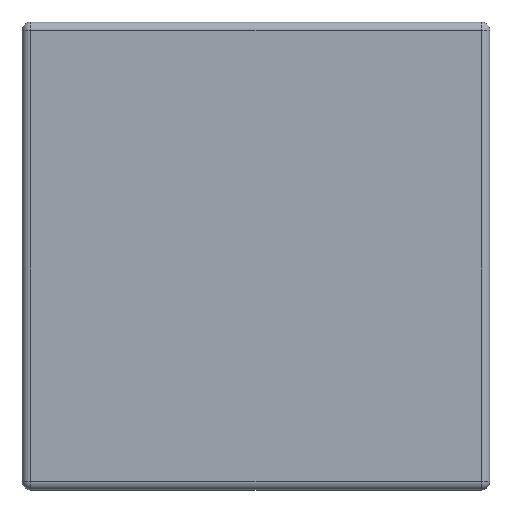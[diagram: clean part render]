
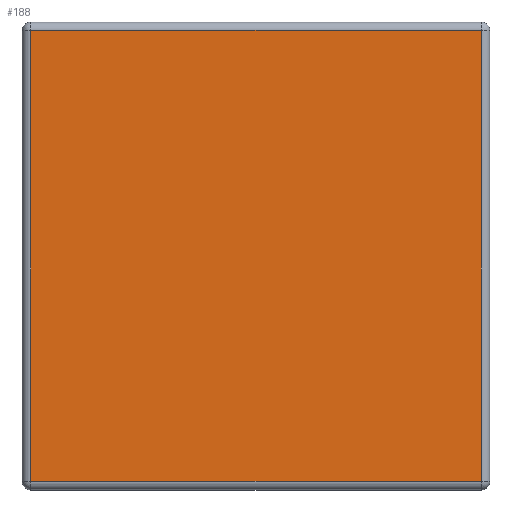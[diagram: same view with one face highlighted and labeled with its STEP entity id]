
A CAD part, top view. The second image highlights one B-rep face of the part: STEP entity #188.
In plain terms, the highlighted planar face has unit normal (0, 0, 1).
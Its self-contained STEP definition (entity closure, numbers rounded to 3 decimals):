
#188 = ADVANCED_FACE( '', ( #423 ), #424, .T. );
#423 = FACE_OUTER_BOUND( '', #696, .T. );
#424 = PLANE( '', #697 );
#696 = EDGE_LOOP( '', ( #1186, #1187, #1188, #1189 ) );
#697 = AXIS2_PLACEMENT_3D( '', #1190, #1191, #1192 );
#1186 = ORIENTED_EDGE( '', *, *, #1684, .T. );
#1187 = ORIENTED_EDGE( '', *, *, #1650, .T. );
#1188 = ORIENTED_EDGE( '', *, *, #1741, .T. );
#1189 = ORIENTED_EDGE( '', *, *, #1742, .T. );
#1190 = CARTESIAN_POINT( '', ( 0., 0., 29. ) );
#1191 = DIRECTION( '', ( 0., 0., 1. ) );
#1192 = DIRECTION( '', ( 1., 0., 0. ) );
#1650 = EDGE_CURVE( '', #1990, #1996, #1998, .T. );
#1684 = EDGE_CURVE( '', #2045, #1990, #2048, .T. );
#1741 = EDGE_CURVE( '', #1996, #2129, #2130, .T. );
#1742 = EDGE_CURVE( '', #2129, #2045, #2131, .T. );
#1990 = VERTEX_POINT( '', #2454 );
#1996 = VERTEX_POINT( '', #2460 );
#1998 = LINE( '', #2462, #2463 );
#2045 = VERTEX_POINT( '', #2533 );
#2048 = LINE( '', #2537, #2538 );
#2129 = VERTEX_POINT( '', #2656 );
#2130 = LINE( '', #2657, #2658 );
#2131 = LINE( '', #2659, #2660 );
#2454 = CARTESIAN_POINT( '', ( -53., 53., 29. ) );
#2460 = CARTESIAN_POINT( '', ( -53., -53., 29. ) );
#2462 = CARTESIAN_POINT( '', ( -53., -55., 29. ) );
#2463 = VECTOR( '', #2900, 1000. );
#2533 = CARTESIAN_POINT( '', ( 53., 53., 29. ) );
#2537 = CARTESIAN_POINT( '', ( -55., 53., 29. ) );
#2538 = VECTOR( '', #2931, 1000. );
#2656 = CARTESIAN_POINT( '', ( 53., -53., 29. ) );
#2657 = CARTESIAN_POINT( '', ( 55., -53., 29. ) );
#2658 = VECTOR( '', #2978, 1000. );
#2659 = CARTESIAN_POINT( '', ( 53., 55., 29. ) );
#2660 = VECTOR( '', #2979, 1000. );
#2900 = DIRECTION( '', ( 0., -1., 0. ) );
#2931 = DIRECTION( '', ( -1., 0., 0. ) );
#2978 = DIRECTION( '', ( 1., 0., 0. ) );
#2979 = DIRECTION( '', ( 0., 1., 0. ) );
